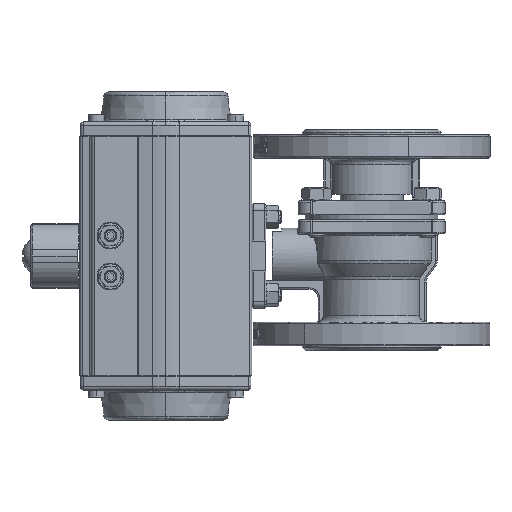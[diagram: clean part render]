
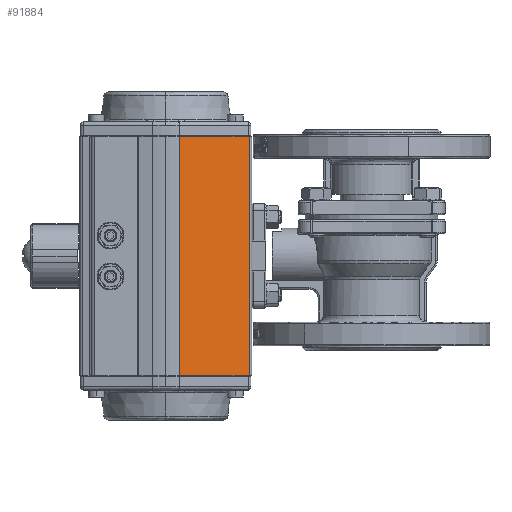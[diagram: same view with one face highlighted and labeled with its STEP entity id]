
A CAD part, front view. The second image highlights one B-rep face of the part: STEP entity #91884.
In plain terms, the highlighted planar face has unit normal (-0.186, 0.983, 0).
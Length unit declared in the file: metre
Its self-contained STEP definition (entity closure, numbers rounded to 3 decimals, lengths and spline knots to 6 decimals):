
#692 = FACE_OUTER_BOUND ( 'NONE', #81864, .T. ) ;
#3100 = VERTEX_POINT ( 'NONE', #73975 ) ;
#3836 = VERTEX_POINT ( 'NONE', #31130 ) ;
#5437 = VERTEX_POINT ( 'NONE', #66765 ) ;
#6047 = LINE ( 'NONE', #34989, #12847 ) ;
#8260 = PLANE ( 'NONE',  #34022 ) ;
#10137 = DIRECTION ( 'NONE',  ( 0.983, 0.186, 0. ) ) ;
#12847 = VECTOR ( 'NONE', #27873, 1. ) ;
#17784 = ORIENTED_EDGE ( 'NONE', *, *, #60507, .T. ) ;
#20801 = ORIENTED_EDGE ( 'NONE', *, *, #83182, .T. ) ;
#22165 = DIRECTION ( 'NONE',  ( -0.983, -0.186, 0. ) ) ;
#27873 = DIRECTION ( 'NONE',  ( 0.983, 0.186, 0. ) ) ;
#28808 = LINE ( 'NONE', #80583, #53143 ) ;
#30523 = LINE ( 'NONE', #59545, #41982 ) ;
#31130 = CARTESIAN_POINT ( 'NONE',  ( -0.137597, -0.049385, 0.065 ) ) ;
#32567 = ORIENTED_EDGE ( 'NONE', *, *, #50423, .T. ) ;
#34022 = AXIS2_PLACEMENT_3D ( 'NONE', #60522, #75219, #10137 ) ;
#34989 = CARTESIAN_POINT ( 'NONE',  ( -0.093281, -0.040996, 0.217 ) ) ;
#35756 = VECTOR ( 'NONE', #77728, 1. ) ;
#41982 = VECTOR ( 'NONE', #81401, 1. ) ;
#45388 = CARTESIAN_POINT ( 'NONE',  ( -0.093281, -0.040996, 0.217 ) ) ;
#45434 = VERTEX_POINT ( 'NONE', #45388 ) ;
#48786 = CARTESIAN_POINT ( 'NONE',  ( -0.137597, -0.049385, 0.217 ) ) ;
#49760 = ORIENTED_EDGE ( 'NONE', *, *, #73692, .T. ) ;
#50423 = EDGE_CURVE ( 'NONE', #3100, #3836, #28808, .T. ) ;
#53143 = VECTOR ( 'NONE', #22165, 1. ) ;
#59545 = CARTESIAN_POINT ( 'NONE',  ( -0.093281, -0.040996, 0.217 ) ) ;
#60507 = EDGE_CURVE ( 'NONE', #5437, #45434, #6047, .T. ) ;
#60522 = CARTESIAN_POINT ( 'NONE',  ( -0.093281, -0.040996, 0.217 ) ) ;
#66765 = CARTESIAN_POINT ( 'NONE',  ( -0.137597, -0.049385, 0.217 ) ) ;
#73692 = EDGE_CURVE ( 'NONE', #3836, #5437, #92002, .T. ) ;
#73975 = CARTESIAN_POINT ( 'NONE',  ( -0.093281, -0.040996, 0.065 ) ) ;
#75219 = DIRECTION ( 'NONE',  ( -0.186, 0.983, 0. ) ) ;
#77728 = DIRECTION ( 'NONE',  ( 0., 0., 1. ) ) ;
#80583 = CARTESIAN_POINT ( 'NONE',  ( -0.093281, -0.040996, 0.065 ) ) ;
#81401 = DIRECTION ( 'NONE',  ( 0., 0., -1. ) ) ;
#81864 = EDGE_LOOP ( 'NONE', ( #20801, #32567, #49760, #17784 ) ) ;
#83182 = EDGE_CURVE ( 'NONE', #45434, #3100, #30523, .T. ) ;
#91884 = ADVANCED_FACE ( 'NONE', ( #692 ), #8260, .T. ) ;
#92002 = LINE ( 'NONE', #48786, #35756 ) ;
